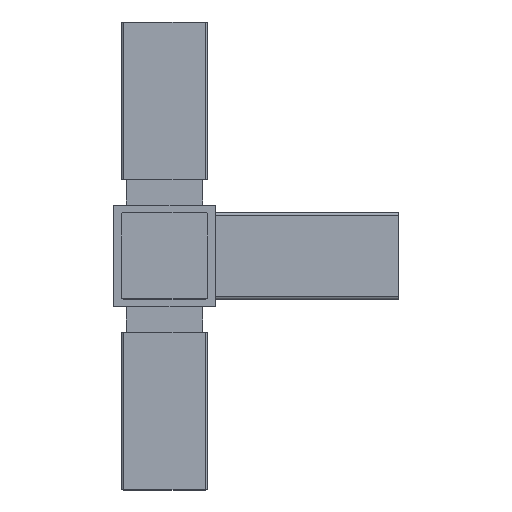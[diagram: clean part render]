
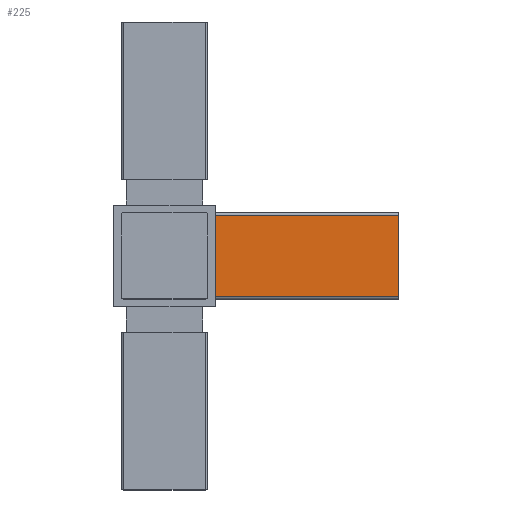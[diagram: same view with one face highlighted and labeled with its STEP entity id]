
A CAD part, top view. The second image highlights one B-rep face of the part: STEP entity #225.
In plain terms, the highlighted planar face has unit normal (0, 0, 1).
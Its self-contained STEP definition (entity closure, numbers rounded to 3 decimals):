
#225 = ADVANCED_FACE( '', ( #457 ), #458, .F. );
#457 = FACE_OUTER_BOUND( '', #686, .T. );
#458 = PLANE( '', #687 );
#686 = EDGE_LOOP( '', ( #1294, #1295, #1296, #1297 ) );
#687 = AXIS2_PLACEMENT_3D( '', #1298, #1299, #1300 );
#1294 = ORIENTED_EDGE( '', *, *, #1439, .T. );
#1295 = ORIENTED_EDGE( '', *, *, #1481, .T. );
#1296 = ORIENTED_EDGE( '', *, *, #1518, .F. );
#1297 = ORIENTED_EDGE( '', *, *, #1522, .F. );
#1298 = CARTESIAN_POINT( '', ( 46., 8., 8.5 ) );
#1299 = DIRECTION( '', ( 0., 0., -1. ) );
#1300 = DIRECTION( '', ( -1., 0., 0. ) );
#1439 = EDGE_CURVE( '', #1755, #1753, #1756, .T. );
#1481 = EDGE_CURVE( '', #1753, #1819, #1820, .T. );
#1518 = EDGE_CURVE( '', #1874, #1819, #1875, .T. );
#1522 = EDGE_CURVE( '', #1755, #1874, #1880, .T. );
#1753 = VERTEX_POINT( '', #2183 );
#1755 = VERTEX_POINT( '', #2185 );
#1756 = LINE( '', #2186, #2187 );
#1819 = VERTEX_POINT( '', #2271 );
#1820 = LINE( '', #2272, #2273 );
#1874 = VERTEX_POINT( '', #2351 );
#1875 = LINE( '', #2352, #2353 );
#1880 = LINE( '', #2359, #2360 );
#2183 = CARTESIAN_POINT( '', ( 10., 8., 8.5 ) );
#2185 = CARTESIAN_POINT( '', ( 46., 8., 8.5 ) );
#2186 = CARTESIAN_POINT( '', ( 46., 8., 8.5 ) );
#2187 = VECTOR( '', #2583, 1000. );
#2271 = CARTESIAN_POINT( '', ( 10., -8., 8.5 ) );
#2272 = CARTESIAN_POINT( '', ( 10., 10., 8.5 ) );
#2273 = VECTOR( '', #2635, 1000. );
#2351 = CARTESIAN_POINT( '', ( 46., -8., 8.5 ) );
#2352 = CARTESIAN_POINT( '', ( 46., -8., 8.5 ) );
#2353 = VECTOR( '', #2672, 1000. );
#2359 = CARTESIAN_POINT( '', ( 46., 8., 8.5 ) );
#2360 = VECTOR( '', #2677, 1000. );
#2583 = DIRECTION( '', ( -1., 0., 0. ) );
#2635 = DIRECTION( '', ( 0., -1., 0. ) );
#2672 = DIRECTION( '', ( -1., 0., 0. ) );
#2677 = DIRECTION( '', ( 0., -1., 0. ) );
